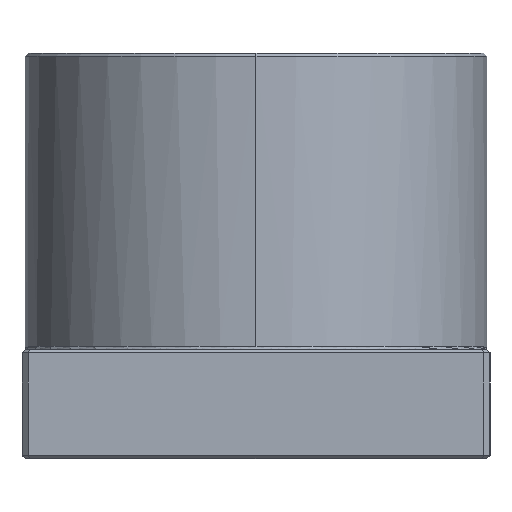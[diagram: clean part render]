
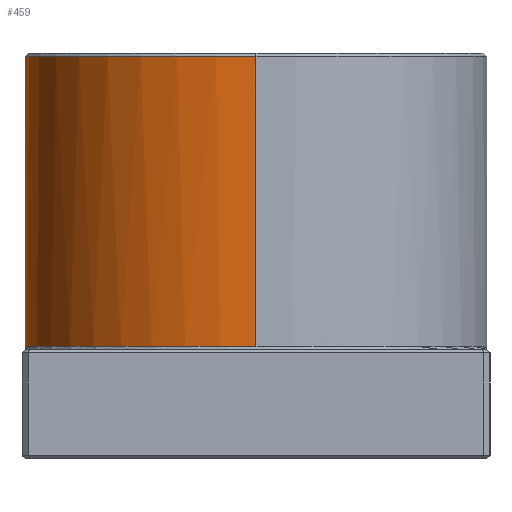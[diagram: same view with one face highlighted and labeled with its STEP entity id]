
A CAD part, left-side view. The second image highlights one B-rep face of the part: STEP entity #459.
In plain terms, the highlighted cylindrical face has radius 74 mm (diameter 148 mm), a partial arc.
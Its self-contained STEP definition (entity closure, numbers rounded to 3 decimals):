
#24 = DIRECTION ( 'NONE',  ( 0., 0., 1. ) ) ;
#79 = EDGE_CURVE ( 'NONE', #1156, #1634, #973, .T. ) ;
#130 = CARTESIAN_POINT ( 'NONE',  ( 7.032, 73.672, 35.755 ) ) ;
#154 = EDGE_CURVE ( 'NONE', #2255, #1076, #2113, .T. ) ;
#176 = ORIENTED_EDGE ( 'NONE', *, *, #2006, .F. ) ;
#400 = EDGE_CURVE ( 'NONE', #1076, #2489, #1490, .T. ) ;
#455 = CARTESIAN_POINT ( 'NONE',  ( 2.013, 74., 35.236 ) ) ;
#459 = ADVANCED_FACE ( 'NONE', ( #2063 ), #535, .T. ) ;
#494 = DIRECTION ( 'NONE',  ( 0., 0., -1. ) ) ;
#519 = ORIENTED_EDGE ( 'NONE', *, *, #79, .T. ) ;
#535 = CYLINDRICAL_SURFACE ( 'NONE', #3261, 74. ) ;
#552 = ORIENTED_EDGE ( 'NONE', *, *, #3319, .T. ) ;
#718 = CARTESIAN_POINT ( 'NONE',  ( -74., 0., 130. ) ) ;
#758 = CARTESIAN_POINT ( 'NONE',  ( 12.044, 73.013, 36. ) ) ;
#806 = CARTESIAN_POINT ( 'NONE',  ( -74., 0., 36. ) ) ;
#889 = CARTESIAN_POINT ( 'NONE',  ( 74., 0., 129. ) ) ;
#891 = CARTESIAN_POINT ( 'NONE',  ( -12.044, 73.013, 36. ) ) ;
#961 = CARTESIAN_POINT ( 'NONE',  ( -2.012, 74., 35.235 ) ) ;
#973 = CIRCLE ( 'NONE', #1451, 74. ) ;
#1076 = VERTEX_POINT ( 'NONE', #2491 ) ;
#1098 = EDGE_CURVE ( 'NONE', #1634, #2255, #1826, .T. ) ;
#1141 = DIRECTION ( 'NONE',  ( 0., 0., -1. ) ) ;
#1146 = CARTESIAN_POINT ( 'NONE',  ( 0., 74., 35. ) ) ;
#1156 = VERTEX_POINT ( 'NONE', #2818 ) ;
#1217 = LINE ( 'NONE', #718, #1877 ) ;
#1248 = CARTESIAN_POINT ( 'NONE',  ( -7.032, 73.672, 35.755 ) ) ;
#1263 = VECTOR ( 'NONE', #494, 1000. ) ;
#1281 = CIRCLE ( 'NONE', #1612, 74. ) ;
#1417 = DIRECTION ( 'NONE',  ( 0., 0., 1. ) ) ;
#1451 = AXIS2_PLACEMENT_3D ( 'NONE', #2832, #1141, #3128 ) ;
#1490 = B_SPLINE_CURVE_WITH_KNOTS ( 'NONE', 3,
 ( #758, #3642, #1618, #1899, #130, #2185, #455, #2474 ),
 .UNSPECIFIED., .F., .F.,
 ( 4, 2, 2, 4 ),
 ( 0., 0.003, 0.006, 0.012 ),
 .UNSPECIFIED. ) ;
#1523 = CARTESIAN_POINT ( 'NONE',  ( -10.041, 73.323, 35.96 ) ) ;
#1574 = CARTESIAN_POINT ( 'NONE',  ( 74., 0., 36. ) ) ;
#1576 = DIRECTION ( 'NONE',  ( 0., 0., -1. ) ) ;
#1612 = AXIS2_PLACEMENT_3D ( 'NONE', #3126, #1417, #3430 ) ;
#1618 = CARTESIAN_POINT ( 'NONE',  ( 10.041, 73.323, 35.96 ) ) ;
#1634 = VERTEX_POINT ( 'NONE', #889 ) ;
#1794 = CARTESIAN_POINT ( 'NONE',  ( 0., 0., 36. ) ) ;
#1803 = CARTESIAN_POINT ( 'NONE',  ( -12.044, 73.013, 36. ) ) ;
#1826 = LINE ( 'NONE', #1925, #1263 ) ;
#1877 = VECTOR ( 'NONE', #1576, 1000. ) ;
#1899 = CARTESIAN_POINT ( 'NONE',  ( 8.035, 73.569, 35.838 ) ) ;
#1925 = CARTESIAN_POINT ( 'NONE',  ( 74., 0., 130. ) ) ;
#1932 = EDGE_LOOP ( 'NONE', ( #519, #2546, #2887, #2222, #552, #2161, #176 ) ) ;
#2006 = EDGE_CURVE ( 'NONE', #1156, #2985, #1217, .T. ) ;
#2063 = FACE_OUTER_BOUND ( 'NONE', #1932, .T. ) ;
#2082 = DIRECTION ( 'NONE',  ( 1., 0., 0. ) ) ;
#2113 = CIRCLE ( 'NONE', #2213, 74. ) ;
#2161 = ORIENTED_EDGE ( 'NONE', *, *, #2467, .T. ) ;
#2185 = CARTESIAN_POINT ( 'NONE',  ( 4.023, 73.918, 35.472 ) ) ;
#2213 = AXIS2_PLACEMENT_3D ( 'NONE', #1794, #24, #2082 ) ;
#2222 = ORIENTED_EDGE ( 'NONE', *, *, #400, .T. ) ;
#2255 = VERTEX_POINT ( 'NONE', #1574 ) ;
#2467 = EDGE_CURVE ( 'NONE', #2583, #2985, #1281, .T. ) ;
#2474 = CARTESIAN_POINT ( 'NONE',  ( 0., 74., 35. ) ) ;
#2489 = VERTEX_POINT ( 'NONE', #1146 ) ;
#2491 = CARTESIAN_POINT ( 'NONE',  ( 12.044, 73.013, 36. ) ) ;
#2507 = DIRECTION ( 'NONE',  ( 0., 0., -1. ) ) ;
#2546 = ORIENTED_EDGE ( 'NONE', *, *, #1098, .T. ) ;
#2583 = VERTEX_POINT ( 'NONE', #891 ) ;
#2664 = CARTESIAN_POINT ( 'NONE',  ( 0., 74., 35. ) ) ;
#2818 = CARTESIAN_POINT ( 'NONE',  ( -74., 0., 129. ) ) ;
#2832 = CARTESIAN_POINT ( 'NONE',  ( 0., 0., 129. ) ) ;
#2887 = ORIENTED_EDGE ( 'NONE', *, *, #154, .T. ) ;
#2955 = CARTESIAN_POINT ( 'NONE',  ( -4.023, 73.918, 35.472 ) ) ;
#2980 = B_SPLINE_CURVE_WITH_KNOTS ( 'NONE', 3,
 ( #2664, #961, #2955, #1248, #3246, #1523, #3550, #1803 ),
 .UNSPECIFIED., .F., .F.,
 ( 4, 2, 2, 4 ),
 ( 0., 0.006, 0.009, 0.012 ),
 .UNSPECIFIED. ) ;
#2985 = VERTEX_POINT ( 'NONE', #806 ) ;
#3078 = CARTESIAN_POINT ( 'NONE',  ( 0., 0., 130. ) ) ;
#3126 = CARTESIAN_POINT ( 'NONE',  ( 0., 0., 36. ) ) ;
#3128 = DIRECTION ( 'NONE',  ( 1., 0., 0. ) ) ;
#3246 = CARTESIAN_POINT ( 'NONE',  ( -8.035, 73.569, 35.838 ) ) ;
#3261 = AXIS2_PLACEMENT_3D ( 'NONE', #3078, #2507, #3375 ) ;
#3319 = EDGE_CURVE ( 'NONE', #2489, #2583, #2980, .T. ) ;
#3375 = DIRECTION ( 'NONE',  ( -1., 0., 0. ) ) ;
#3430 = DIRECTION ( 'NONE',  ( 1., 0., 0. ) ) ;
#3550 = CARTESIAN_POINT ( 'NONE',  ( -11.044, 73.178, 36. ) ) ;
#3642 = CARTESIAN_POINT ( 'NONE',  ( 11.044, 73.178, 36. ) ) ;
